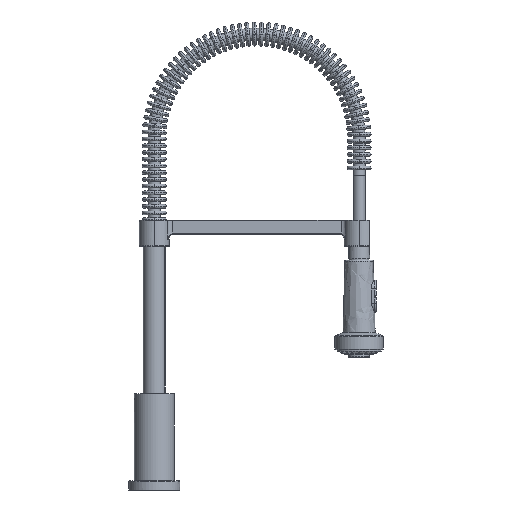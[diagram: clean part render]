
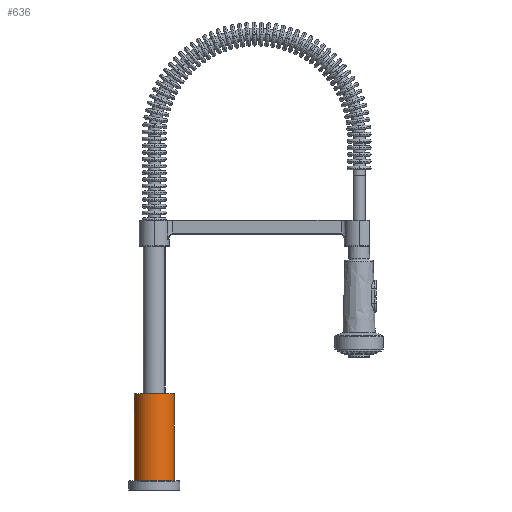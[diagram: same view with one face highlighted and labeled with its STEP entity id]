
A CAD part, front view. The second image highlights one B-rep face of the part: STEP entity #636.
In plain terms, the highlighted cylindrical face has radius 21.5 mm (diameter 43 mm), a partial arc.
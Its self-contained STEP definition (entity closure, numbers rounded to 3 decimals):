
#636=ADVANCED_FACE('',(#1637),#14801,.T.);
#1637=FACE_OUTER_BOUND('',#2668,.T.);
#2668=EDGE_LOOP('',(#4454,#4455,#4456,#4457,#4458,#4459,#4460,#4461));
#4454=ORIENTED_EDGE('',*,*,#8556,.T.);
#4455=ORIENTED_EDGE('',*,*,#8557,.T.);
#4456=ORIENTED_EDGE('',*,*,#8558,.T.);
#4457=ORIENTED_EDGE('',*,*,#8559,.T.);
#4458=ORIENTED_EDGE('',*,*,#8560,.F.);
#4459=ORIENTED_EDGE('',*,*,#8561,.T.);
#4460=ORIENTED_EDGE('',*,*,#8605,.T.);
#4461=ORIENTED_EDGE('',*,*,#8562,.T.);
#8556=EDGE_CURVE('',#12854,#12955,#11851,.T.);
#8557=EDGE_CURVE('',#12955,#12954,#10528,.T.);
#8558=EDGE_CURVE('',#12954,#12853,#11852,.T.);
#8559=EDGE_CURVE('',#12853,#12952,#11853,.T.);
#8560=EDGE_CURVE('',#12953,#12952,#10529,.T.);
#8561=EDGE_CURVE('',#12953,#12823,#11854,.T.);
#8562=EDGE_CURVE('',#12822,#12854,#11855,.T.);
#8605=EDGE_CURVE('',#12823,#12822,#11875,.T.);
#10528=(
BOUNDED_CURVE()
B_SPLINE_CURVE(2,(#22945,#22946,#22947,#22948,#22949),.UNSPECIFIED.,.F.,
 .F.)
B_SPLINE_CURVE_WITH_KNOTS((3,2,3),(0.,33.772,67.544),
 .UNSPECIFIED.)
CURVE()
GEOMETRIC_REPRESENTATION_ITEM()
RATIONAL_B_SPLINE_CURVE((1.,0.707,1.,0.707,1.))
REPRESENTATION_ITEM('')
);
#10529=(
BOUNDED_CURVE()
B_SPLINE_CURVE(2,(#22954,#22955,#22956,#22957,#22958),.UNSPECIFIED.,.F.,
 .F.)
B_SPLINE_CURVE_WITH_KNOTS((3,2,3),(-67.544,-33.772,
0.),.UNSPECIFIED.)
CURVE()
GEOMETRIC_REPRESENTATION_ITEM()
RATIONAL_B_SPLINE_CURVE((1.,0.707,1.,0.707,1.))
REPRESENTATION_ITEM('')
);
#11851=B_SPLINE_CURVE_WITH_KNOTS('',1,(#22943,#22944),.UNSPECIFIED.,.F.,
 .F.,(2,2),(0.,49.),.UNSPECIFIED.);
#11852=B_SPLINE_CURVE_WITH_KNOTS('',1,(#22950,#22951),.UNSPECIFIED.,.F.,
 .F.,(2,2),(0.,49.),.UNSPECIFIED.);
#11853=B_SPLINE_CURVE_WITH_KNOTS('',1,(#22952,#22953),.UNSPECIFIED.,.F.,
 .F.,(2,2),(0.,44.5),.UNSPECIFIED.);
#11854=B_SPLINE_CURVE_WITH_KNOTS('',1,(#22959,#22960),.UNSPECIFIED.,.F.,
 .F.,(2,2),(0.,2.75),.UNSPECIFIED.);
#11855=B_SPLINE_CURVE_WITH_KNOTS('',1,(#22961,#22962),.UNSPECIFIED.,.F.,
 .F.,(2,2),(0.,36.25),.UNSPECIFIED.);
#11875=B_SPLINE_CURVE_WITH_KNOTS('',3,(#23272,#23273,#23274,#23275,#23276,
#23277,#23278,#23279,#23280,#23281,#23282,#23283,#23284,#23285,#23286,#23287,
#23288,#23289,#23290,#23291,#23292,#23293,#23294,#23295,#23296,#23297,#23298,
#23299),.UNSPECIFIED.,.F.,.F.,(4,2,2,2,2,2,2,2,2,2,2,2,2,4),(-8.678,
-8.136,-7.593,-7.051,-6.509,
-5.424,-4.881,-4.339,-3.797,
-3.254,-2.17,-1.627,-1.085,
0.),.UNSPECIFIED.);
#12822=VERTEX_POINT('',#20773);
#12823=VERTEX_POINT('',#20774);
#12853=VERTEX_POINT('',#20804);
#12854=VERTEX_POINT('',#20805);
#12952=VERTEX_POINT('',#20903);
#12953=VERTEX_POINT('',#20904);
#12954=VERTEX_POINT('',#20905);
#12955=VERTEX_POINT('',#20906);
#14801=CYLINDRICAL_SURFACE('',#15390,21.5);
#15390=AXIS2_PLACEMENT_3D('',#20079,#15781,$);
#15781=DIRECTION('',(0.,0.,1.));
#20079=CARTESIAN_POINT('',(0.,0.,-2.25));
#20773=CARTESIAN_POINT('',(-21.5,0.,36.25));
#20774=CARTESIAN_POINT('',(-21.5,0.,41.75));
#20804=CARTESIAN_POINT('',(21.5,0.,0.));
#20805=CARTESIAN_POINT('',(-21.5,0.,0.));
#20903=CARTESIAN_POINT('',(21.5,0.,44.5));
#20904=CARTESIAN_POINT('',(-21.5,0.,44.5));
#20905=CARTESIAN_POINT('',(21.5,0.,-49.));
#20906=CARTESIAN_POINT('',(-21.5,0.,-49.));
#22943=CARTESIAN_POINT('',(-21.5,0.,0.));
#22944=CARTESIAN_POINT('',(-21.5,0.,-49.));
#22945=CARTESIAN_POINT('',(-21.5,0.,-49.));
#22946=CARTESIAN_POINT('',(-21.5,-21.5,-49.));
#22947=CARTESIAN_POINT('',(0.,-21.5,-49.));
#22948=CARTESIAN_POINT('',(21.5,-21.5,-49.));
#22949=CARTESIAN_POINT('',(21.5,0.,-49.));
#22950=CARTESIAN_POINT('',(21.5,0.,-49.));
#22951=CARTESIAN_POINT('',(21.5,0.,0.));
#22952=CARTESIAN_POINT('',(21.5,0.,0.));
#22953=CARTESIAN_POINT('',(21.5,0.,44.5));
#22954=CARTESIAN_POINT('',(-21.5,0.,44.5));
#22955=CARTESIAN_POINT('',(-21.5,-21.5,44.5));
#22956=CARTESIAN_POINT('',(0.,-21.5,44.5));
#22957=CARTESIAN_POINT('',(21.5,-21.5,44.5));
#22958=CARTESIAN_POINT('',(21.5,0.,44.5));
#22959=CARTESIAN_POINT('',(-21.5,0.,44.5));
#22960=CARTESIAN_POINT('',(-21.5,0.,41.75));
#22961=CARTESIAN_POINT('',(-21.5,0.,36.25));
#22962=CARTESIAN_POINT('',(-21.5,0.,0.));
#23272=CARTESIAN_POINT('',(-21.5,0.,41.75));
#23273=CARTESIAN_POINT('',(-21.5,-0.181,41.75));
#23274=CARTESIAN_POINT('',(-21.498,-0.359,41.732));
#23275=CARTESIAN_POINT('',(-21.489,-0.714,41.662));
#23276=CARTESIAN_POINT('',(-21.482,-0.888,41.609));
#23277=CARTESIAN_POINT('',(-21.466,-1.22,41.471));
#23278=CARTESIAN_POINT('',(-21.456,-1.377,41.387));
#23279=CARTESIAN_POINT('',(-21.435,-1.678,41.186));
#23280=CARTESIAN_POINT('',(-21.423,-1.818,41.071));
#23281=CARTESIAN_POINT('',(-21.389,-2.2,40.689));
#23282=CARTESIAN_POINT('',(-21.366,-2.402,40.387));
#23283=CARTESIAN_POINT('',(-21.341,-2.61,39.886));
#23284=CARTESIAN_POINT('',(-21.335,-2.662,39.713));
#23285=CARTESIAN_POINT('',(-21.326,-2.732,39.36));
#23286=CARTESIAN_POINT('',(-21.323,-2.75,39.182));
#23287=CARTESIAN_POINT('',(-21.323,-2.75,38.82));
#23288=CARTESIAN_POINT('',(-21.326,-2.732,38.639));
#23289=CARTESIAN_POINT('',(-21.335,-2.662,38.286));
#23290=CARTESIAN_POINT('',(-21.341,-2.61,38.115));
#23291=CARTESIAN_POINT('',(-21.366,-2.403,37.614));
#23292=CARTESIAN_POINT('',(-21.389,-2.199,37.31));
#23293=CARTESIAN_POINT('',(-21.423,-1.817,36.928));
#23294=CARTESIAN_POINT('',(-21.435,-1.679,36.815));
#23295=CARTESIAN_POINT('',(-21.456,-1.379,36.614));
#23296=CARTESIAN_POINT('',(-21.466,-1.219,36.528));
#23297=CARTESIAN_POINT('',(-21.491,-0.72,36.322));
#23298=CARTESIAN_POINT('',(-21.5,-0.362,36.25));
#23299=CARTESIAN_POINT('',(-21.5,0.,36.25));
